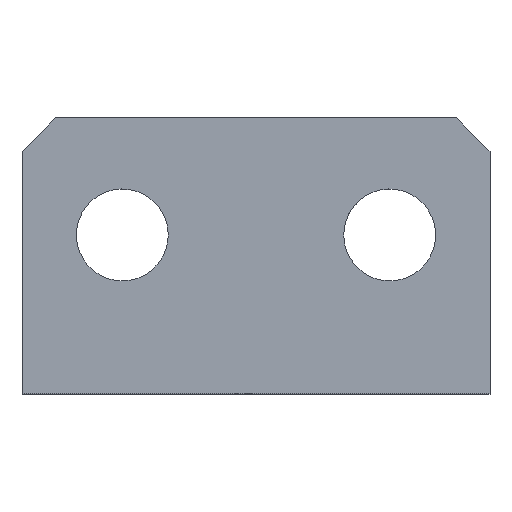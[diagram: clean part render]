
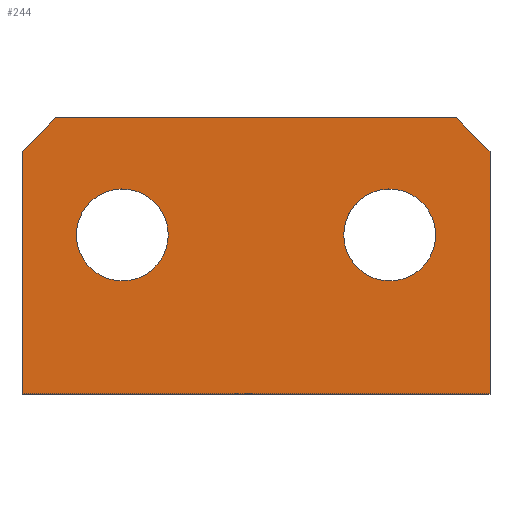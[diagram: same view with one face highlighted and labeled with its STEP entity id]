
A CAD part, top view. The second image highlights one B-rep face of the part: STEP entity #244.
In plain terms, the highlighted planar face has unit normal (0, 0, 1).
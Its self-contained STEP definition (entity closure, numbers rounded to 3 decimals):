
#180=VECTOR('Line Direction',#179,1.) ;
#197=VECTOR('Line Direction',#196,1.) ;
#206=VECTOR('Line Direction',#205,1.) ;
#213=VECTOR('Line Direction',#212,1.) ;
#218=VECTOR('Line Direction',#217,1.) ;
#225=VECTOR('Line Direction',#224,1.) ;
#65=DIRECTION('Axis2P3D Direction',(0.,0.,-1.)) ;
#82=DIRECTION('Axis2P3D Direction',(0.,0.,-1.)) ;
#122=DIRECTION('Axis2P3D Direction',(0.,0.,-1.)) ;
#139=DIRECTION('Axis2P3D Direction',(0.,0.,-1.)) ;
#179=DIRECTION('Vector Direction',(0.707,-0.707,0.)) ;
#191=DIRECTION('Axis2P3D Direction',(-0.,0.,1.)) ;
#192=DIRECTION('Axis2P3D XDirection',(0.,-1.,0.)) ;
#196=DIRECTION('Vector Direction',(0.,-1.,0.)) ;
#205=DIRECTION('Vector Direction',(1.,0.,0.)) ;
#212=DIRECTION('Vector Direction',(0.,-1.,0.)) ;
#217=DIRECTION('Vector Direction',(1.,0.,0.)) ;
#224=DIRECTION('Vector Direction',(-0.707,-0.707,0.)) ;
#47=CARTESIAN_POINT('Vertex',(10.413,5.682,5.)) ;
#61=CARTESIAN_POINT('Vertex',(5.587,8.318,5.)) ;
#64=CARTESIAN_POINT('Axis2P3D Location',(8.,7.,5.)) ;
#81=CARTESIAN_POINT('Axis2P3D Location',(8.,7.,5.)) ;
#104=CARTESIAN_POINT('Vertex',(-10.413,8.318,5.)) ;
#118=CARTESIAN_POINT('Vertex',(-5.587,5.682,5.)) ;
#121=CARTESIAN_POINT('Axis2P3D Location',(-8.,7.,5.)) ;
#138=CARTESIAN_POINT('Axis2P3D Location',(-8.,7.,5.)) ;
#161=CARTESIAN_POINT('Vertex',(14.,12.,5.)) ;
#175=CARTESIAN_POINT('Vertex',(12.,14.,5.)) ;
#178=CARTESIAN_POINT('Line Origine',(13.,13.,5.)) ;
#190=CARTESIAN_POINT('Axis2P3D Location',(0.,14.,5.)) ;
#195=CARTESIAN_POINT('Line Origine',(-14.,4.75,5.)) ;
#199=CARTESIAN_POINT('Vertex',(-14.,12.,5.)) ;
#201=CARTESIAN_POINT('Vertex',(-14.,-2.5,5.)) ;
#204=CARTESIAN_POINT('Line Origine',(0.,-2.5,5.)) ;
#208=CARTESIAN_POINT('Vertex',(14.,-2.5,5.)) ;
#211=CARTESIAN_POINT('Line Origine',(14.,4.75,5.)) ;
#216=CARTESIAN_POINT('Line Origine',(0.,14.,5.)) ;
#220=CARTESIAN_POINT('Vertex',(-12.,14.,5.)) ;
#223=CARTESIAN_POINT('Line Origine',(-13.,13.,5.)) ;
#66=AXIS2_PLACEMENT_3D('Circle Axis2P3D',#64,#65,$) ;
#83=AXIS2_PLACEMENT_3D('Circle Axis2P3D',#81,#82,$) ;
#123=AXIS2_PLACEMENT_3D('Circle Axis2P3D',#121,#122,$) ;
#140=AXIS2_PLACEMENT_3D('Circle Axis2P3D',#138,#139,$) ;
#193=AXIS2_PLACEMENT_3D('Plane Axis2P3D',#190,#191,#192) ;
#239=FACE_BOUND('',#236,.T.) ;
#243=FACE_BOUND('',#240,.T.) ;
#68=EDGE_CURVE('',#62,#48,#67,.F.) ;
#85=EDGE_CURVE('',#48,#62,#84,.F.) ;
#125=EDGE_CURVE('',#119,#105,#124,.F.) ;
#142=EDGE_CURVE('',#105,#119,#141,.F.) ;
#182=EDGE_CURVE('',#176,#162,#181,.T.) ;
#203=EDGE_CURVE('',#200,#202,#198,.T.) ;
#210=EDGE_CURVE('',#202,#209,#207,.T.) ;
#215=EDGE_CURVE('',#162,#209,#214,.T.) ;
#222=EDGE_CURVE('',#221,#176,#219,.T.) ;
#227=EDGE_CURVE('',#200,#221,#226,.F.) ;
#194=PLANE('Plane',#193) ;
#229=ORIENTED_EDGE('',*,*,#203,.T.) ;
#230=ORIENTED_EDGE('',*,*,#210,.T.) ;
#231=ORIENTED_EDGE('',*,*,#215,.F.) ;
#232=ORIENTED_EDGE('',*,*,#182,.F.) ;
#233=ORIENTED_EDGE('',*,*,#222,.F.) ;
#234=ORIENTED_EDGE('',*,*,#227,.F.) ;
#237=ORIENTED_EDGE('',*,*,#85,.F.) ;
#238=ORIENTED_EDGE('',*,*,#68,.F.) ;
#241=ORIENTED_EDGE('',*,*,#142,.F.) ;
#242=ORIENTED_EDGE('',*,*,#125,.F.) ;
#181=LINE('Line',#178,#180) ;
#198=LINE('Line',#195,#197) ;
#207=LINE('Line',#204,#206) ;
#214=LINE('Line',#211,#213) ;
#219=LINE('Line',#216,#218) ;
#226=LINE('Line',#223,#225) ;
#244=ADVANCED_FACE('Corps principal',(#235,#239,#243),#194,.T.) ;
#67=CIRCLE('generated circle',#66,2.75) ;
#84=CIRCLE('generated circle',#83,2.75) ;
#124=CIRCLE('generated circle',#123,2.75) ;
#141=CIRCLE('generated circle',#140,2.75) ;
#48=VERTEX_POINT('',#47) ;
#62=VERTEX_POINT('',#61) ;
#105=VERTEX_POINT('',#104) ;
#119=VERTEX_POINT('',#118) ;
#162=VERTEX_POINT('',#161) ;
#176=VERTEX_POINT('',#175) ;
#200=VERTEX_POINT('',#199) ;
#202=VERTEX_POINT('',#201) ;
#209=VERTEX_POINT('',#208) ;
#221=VERTEX_POINT('',#220) ;
#228=EDGE_LOOP('',(#229,#230,#231,#232,#233,#234)) ;
#236=EDGE_LOOP('',(#237,#238)) ;
#240=EDGE_LOOP('',(#241,#242)) ;
#235=FACE_OUTER_BOUND('',#228,.T.) ;
